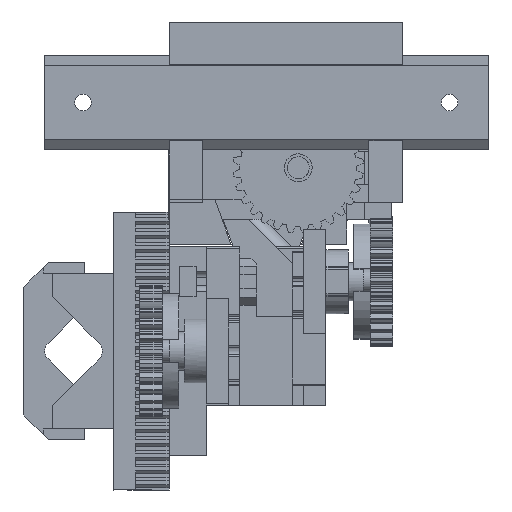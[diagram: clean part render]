
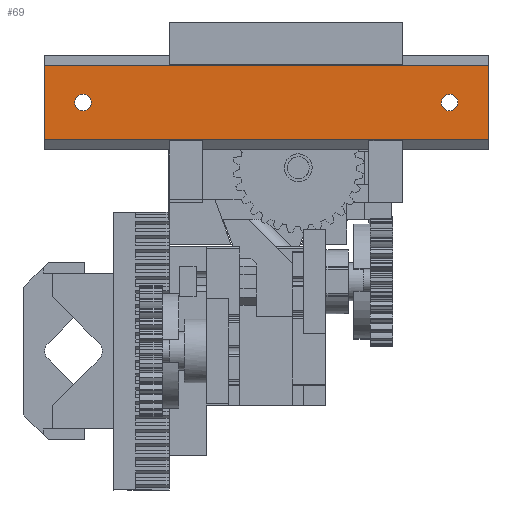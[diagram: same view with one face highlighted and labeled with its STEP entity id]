
A CAD part, front view. The second image highlights one B-rep face of the part: STEP entity #69.
In plain terms, the highlighted planar face has unit normal (0, -1, 0).
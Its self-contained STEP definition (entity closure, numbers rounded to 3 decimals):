
#69 = ADVANCED_FACE ( 'NONE', ( #7437, #7440, #7428 ), #31553, .F. ) ;
#4250 = CARTESIAN_POINT ( 'NONE',  ( 33., -5., 10.235 ) ) ;
#4259 = CARTESIAN_POINT ( 'NONE',  ( 33., -5., 13.235 ) ) ;
#4264 = CARTESIAN_POINT ( 'NONE',  ( -33., -5., 13.235 ) ) ;
#4281 = CARTESIAN_POINT ( 'NONE',  ( -33., -5., 10.235 ) ) ;
#4337 = CARTESIAN_POINT ( 'NONE',  ( -40., -5., 18.415 ) ) ;
#4338 = CARTESIAN_POINT ( 'NONE',  ( 40., -5., 18.415 ) ) ;
#4385 = CARTESIAN_POINT ( 'NONE',  ( 40., -5., 5.055 ) ) ;
#4388 = CARTESIAN_POINT ( 'NONE',  ( -40., -5., 5.055 ) ) ;
#5564 = ORIENTED_EDGE ( 'NONE', *, *, #16513, .T. ) ;
#5566 = ORIENTED_EDGE ( 'NONE', *, *, #16681, .T. ) ;
#5568 = ORIENTED_EDGE ( 'NONE', *, *, #16511, .T. ) ;
#5570 = ORIENTED_EDGE ( 'NONE', *, *, #16684, .T. ) ;
#5572 = ORIENTED_EDGE ( 'NONE', *, *, #16778, .T. ) ;
#5574 = ORIENTED_EDGE ( 'NONE', *, *, #16512, .T. ) ;
#5576 = ORIENTED_EDGE ( 'NONE', *, *, #16510, .F. ) ;
#5578 = ORIENTED_EDGE ( 'NONE', *, *, #16514, .F. ) ;
#7428 = FACE_OUTER_BOUND ( 'NONE', #14492, .T. ) ;
#7437 = FACE_BOUND ( 'NONE', #14497, .T. ) ;
#7440 = FACE_BOUND ( 'NONE', #14575, .T. ) ;
#10930 = VERTEX_POINT ( 'NONE', #4250 ) ;
#10939 = VERTEX_POINT ( 'NONE', #4259 ) ;
#10944 = VERTEX_POINT ( 'NONE', #4264 ) ;
#10961 = VERTEX_POINT ( 'NONE', #4281 ) ;
#11017 = VERTEX_POINT ( 'NONE', #4337 ) ;
#11018 = VERTEX_POINT ( 'NONE', #4338 ) ;
#11065 = VERTEX_POINT ( 'NONE', #4385 ) ;
#11068 = VERTEX_POINT ( 'NONE', #4388 ) ;
#14492 = EDGE_LOOP ( 'NONE', ( #5572, #5574, #5576, #5578 ) ) ;
#14497 = EDGE_LOOP ( 'NONE', ( #5564, #5566 ) ) ;
#14575 = EDGE_LOOP ( 'NONE', ( #5568, #5570 ) ) ;
#16510 = EDGE_CURVE ( 'NONE', #11065, #11068, #25888, .T. ) ;
#16511 = EDGE_CURVE ( 'NONE', #10939, #10930, #25890, .T. ) ;
#16512 = EDGE_CURVE ( 'NONE', #11017, #11068, #25892, .T. ) ;
#16513 = EDGE_CURVE ( 'NONE', #10944, #10961, #25894, .T. ) ;
#16514 = EDGE_CURVE ( 'NONE', #11018, #11065, #25895, .T. ) ;
#16681 = EDGE_CURVE ( 'NONE', #10961, #10944, #26213, .T. ) ;
#16684 = EDGE_CURVE ( 'NONE', #10930, #10939, #26214, .T. ) ;
#16778 = EDGE_CURVE ( 'NONE', #11018, #11017, #26404, .T. ) ;
#17084 = AXIS2_PLACEMENT_3D ( 'NONE', #31555, #31558, #31551 ) ;
#22523 = AXIS2_PLACEMENT_3D ( 'NONE', #26545, #26546, #26547 ) ;
#22524 = AXIS2_PLACEMENT_3D ( 'NONE', #26552, #26553, #26554 ) ;
#22541 = AXIS2_PLACEMENT_3D ( 'NONE', #26904, #26905, #26906 ) ;
#22542 = AXIS2_PLACEMENT_3D ( 'NONE', #26910, #26911, #26912 ) ;
#25888 = LINE ( 'NONE', #26538, #25893 ) ;
#25890 = CIRCLE ( 'NONE', #22523, 1.5 ) ;
#25892 = LINE ( 'NONE', #26544, #25896 ) ;
#25893 = VECTOR ( 'NONE', #26542, 1000. ) ;
#25894 = CIRCLE ( 'NONE', #22524, 1.5 ) ;
#25895 = LINE ( 'NONE', #26551, #25899 ) ;
#25896 = VECTOR ( 'NONE', #26543, 1000. ) ;
#25899 = VECTOR ( 'NONE', #26548, 1000. ) ;
#26213 = CIRCLE ( 'NONE', #22541, 1.5 ) ;
#26214 = CIRCLE ( 'NONE', #22542, 1.5 ) ;
#26404 = LINE ( 'NONE', #27099, #26407 ) ;
#26407 = VECTOR ( 'NONE', #27100, 1000. ) ;
#26538 = CARTESIAN_POINT ( 'NONE',  ( 40., -5., 5.055 ) ) ;
#26542 = DIRECTION ( 'NONE',  ( -1., 0., 0. ) ) ;
#26543 = DIRECTION ( 'NONE',  ( 0., 0., -1. ) ) ;
#26544 = CARTESIAN_POINT ( 'NONE',  ( -40., -5., 5.055 ) ) ;
#26545 = CARTESIAN_POINT ( 'NONE',  ( 33., -5., 11.735 ) ) ;
#26546 = DIRECTION ( 'NONE',  ( 0., 1., 0. ) ) ;
#26547 = DIRECTION ( 'NONE',  ( 0., 0., 1. ) ) ;
#26548 = DIRECTION ( 'NONE',  ( 0., 0., -1. ) ) ;
#26551 = CARTESIAN_POINT ( 'NONE',  ( 40., -5., 5.055 ) ) ;
#26552 = CARTESIAN_POINT ( 'NONE',  ( -33., -5., 11.735 ) ) ;
#26553 = DIRECTION ( 'NONE',  ( 0., 1., 0. ) ) ;
#26554 = DIRECTION ( 'NONE',  ( 0., 0., 1. ) ) ;
#26904 = CARTESIAN_POINT ( 'NONE',  ( -33., -5., 11.735 ) ) ;
#26905 = DIRECTION ( 'NONE',  ( 0., 1., 0. ) ) ;
#26906 = DIRECTION ( 'NONE',  ( 0., 0., 1. ) ) ;
#26910 = CARTESIAN_POINT ( 'NONE',  ( 33., -5., 11.735 ) ) ;
#26911 = DIRECTION ( 'NONE',  ( 0., 1., 0. ) ) ;
#26912 = DIRECTION ( 'NONE',  ( 0., 0., 1. ) ) ;
#27099 = CARTESIAN_POINT ( 'NONE',  ( 40., -5., 18.415 ) ) ;
#27100 = DIRECTION ( 'NONE',  ( -1., 0., 0. ) ) ;
#31551 = DIRECTION ( 'NONE',  ( 0., 0., 1. ) ) ;
#31553 = PLANE ( 'NONE',  #17084 ) ;
#31555 = CARTESIAN_POINT ( 'NONE',  ( 40., -5., 5.055 ) ) ;
#31558 = DIRECTION ( 'NONE',  ( 0., 1., 0. ) ) ;
